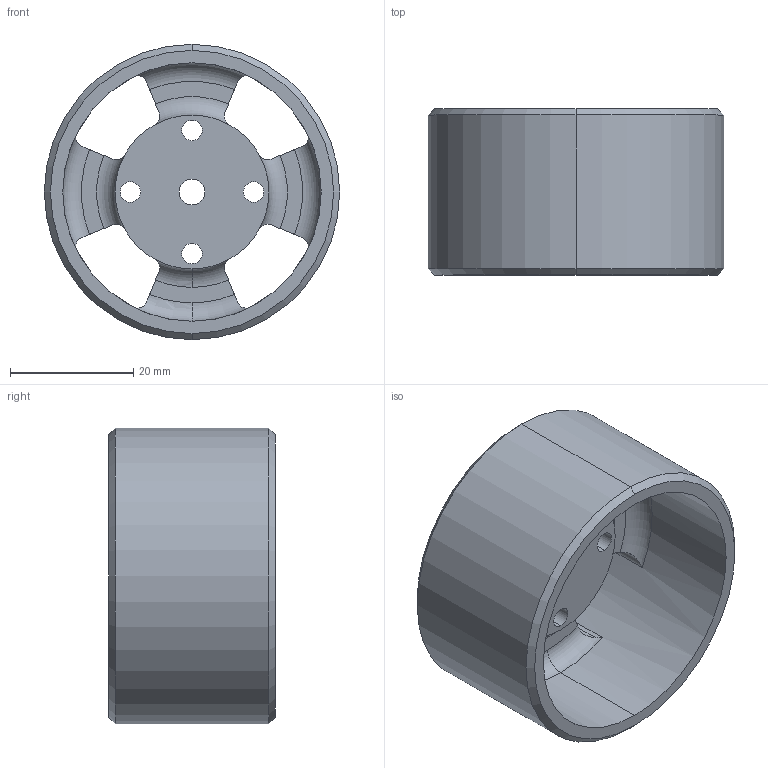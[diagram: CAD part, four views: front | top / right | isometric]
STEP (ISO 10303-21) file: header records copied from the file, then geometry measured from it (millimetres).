
FILE_DESCRIPTION (( 'STEP AP214' ), '1' );
FILE_NAME ('謫赽-3D.STEP', '2025-08-27T07:30:26', ( '' ), ( '' ), 'SwSTEP 2.0', 'SolidWorks 2018', '' );
FILE_SCHEMA (( 'AUTOMOTIVE_DESIGN' ));
Length unit declared in the file: millimetre
Products named in the file (1): 謫赽-3D
Bounding box: 48 x 27 x 48 mm (x, y, z)
Volume: 18744.6 mm3; surface area: 11141.2 mm2
Topology: 1 solids, 1 shells, 99 faces, 275 edges, 175 vertices
Faces by surface type: cylinder 46, plane 39, torus 10, cone 4
Entity records: 3428 total; most frequent: CARTESIAN_POINT 742, DIRECTION 592, ORIENTED_EDGE 550, EDGE_CURVE 275, AXIS2_PLACEMENT_3D 237, VERTEX_POINT 175, CIRCLE 137, VECTOR 118
